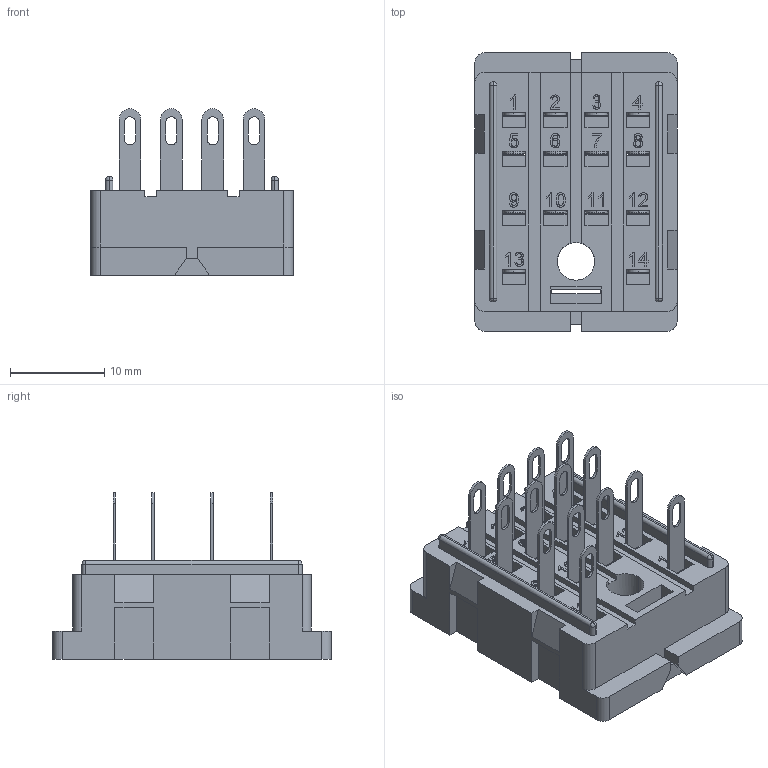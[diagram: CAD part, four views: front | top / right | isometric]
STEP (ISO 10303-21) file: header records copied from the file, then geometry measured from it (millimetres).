
FILE_DESCRIPTION (( 'STEP AP214' ), '1' );
FILE_NAME ('SU4.STEP', '2014-10-03T08:56:46', ( '' ), ( '' ), 'SwSTEP 2.0', 'SolidWorks 2012', '' );
FILE_SCHEMA (( 'AUTOMOTIVE_DESIGN' ));
Length unit declared in the file: millimetre
Products named in the file (1): SU4
Bounding box: 21.5 x 29.6 x 17.7 mm (x, y, z)
Volume: 3755.3 mm3; surface area: 6410.9 mm2
Topology: 1 solids, 1 shells, 1065 faces, 2994 edges, 1956 vertices
Faces by surface type: plane 784, cylinder 148, bspline 125, sphere 8
Entity records: 52250 total; most frequent: CARTESIAN_POINT 13565, ORIENTED_EDGE 5972, DIRECTION 4920, EDGE_CURVE 2986, VECTOR 2434, LINE 2434, VERTEX_POINT 1956, AXIS2_PLACEMENT_3D 1243
